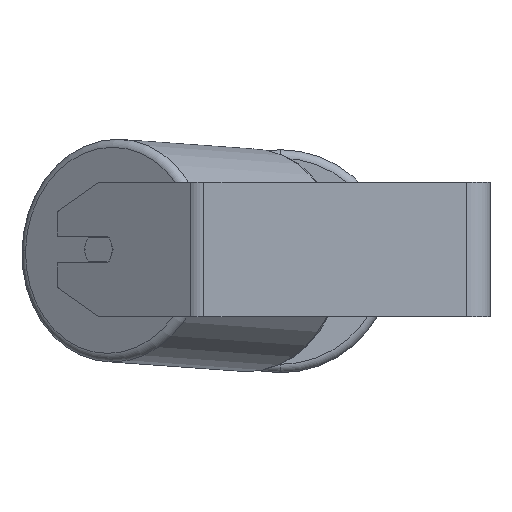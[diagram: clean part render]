
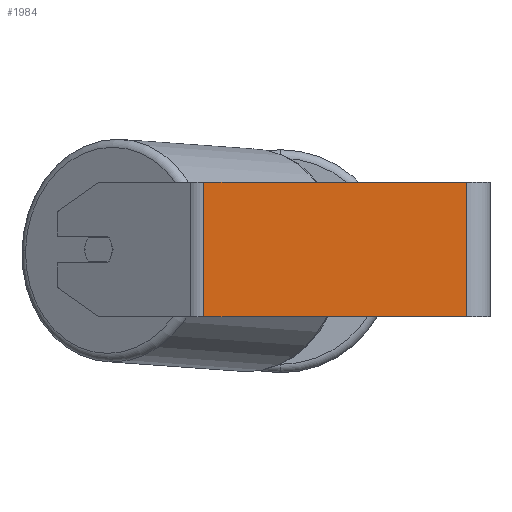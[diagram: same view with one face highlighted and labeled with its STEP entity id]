
A CAD part, left-side view. The second image highlights one B-rep face of the part: STEP entity #1984.
In plain terms, the highlighted planar face has unit normal (-1, 0, 0).
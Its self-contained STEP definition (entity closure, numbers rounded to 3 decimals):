
#31 = CARTESIAN_POINT ( 'NONE',  ( -295., 14., -40. ) ) ;
#321 = CARTESIAN_POINT ( 'NONE',  ( -295., 170.577, 40. ) ) ;
#458 = VERTEX_POINT ( 'NONE', #31 ) ;
#660 = DIRECTION ( 'NONE',  ( 0., -1., 0. ) ) ;
#790 = CARTESIAN_POINT ( 'NONE',  ( -295., 174.991, 40. ) ) ;
#1387 = EDGE_CURVE ( 'NONE', #3899, #458, #3003, .T. ) ;
#1397 = DIRECTION ( 'NONE',  ( 0., 0., -1. ) ) ;
#1472 = PLANE ( 'NONE',  #3780 ) ;
#1560 = CARTESIAN_POINT ( 'NONE',  ( -295., 170.577, 40. ) ) ;
#1865 = EDGE_CURVE ( 'NONE', #8306, #458, #2062, .T. ) ;
#1984 = ADVANCED_FACE ( 'NONE', ( #6176 ), #1472, .F. ) ;
#2062 = LINE ( 'NONE', #2606, #3508 ) ;
#2269 = DIRECTION ( 'NONE',  ( 0., 0., -1. ) ) ;
#2606 = CARTESIAN_POINT ( 'NONE',  ( -295., 174.991, -40. ) ) ;
#2854 = VERTEX_POINT ( 'NONE', #321 ) ;
#2983 = ORIENTED_EDGE ( 'NONE', *, *, #1387, .F. ) ;
#3003 = LINE ( 'NONE', #5063, #6255 ) ;
#3099 = VECTOR ( 'NONE', #6762, 1000. ) ;
#3508 = VECTOR ( 'NONE', #6471, 1000. ) ;
#3780 = AXIS2_PLACEMENT_3D ( 'NONE', #790, #6713, #2269 ) ;
#3899 = VERTEX_POINT ( 'NONE', #4564 ) ;
#4564 = CARTESIAN_POINT ( 'NONE',  ( -295., 14., 40. ) ) ;
#4841 = EDGE_LOOP ( 'NONE', ( #6193, #2983, #5328, #8209 ) ) ;
#5063 = CARTESIAN_POINT ( 'NONE',  ( -295., 14., 40. ) ) ;
#5328 = ORIENTED_EDGE ( 'NONE', *, *, #8113, .F. ) ;
#6176 = FACE_OUTER_BOUND ( 'NONE', #4841, .T. ) ;
#6193 = ORIENTED_EDGE ( 'NONE', *, *, #1865, .T. ) ;
#6255 = VECTOR ( 'NONE', #1397, 1000. ) ;
#6471 = DIRECTION ( 'NONE',  ( 0., -1., 0. ) ) ;
#6713 = DIRECTION ( 'NONE',  ( 1., 0., 0. ) ) ;
#6721 = CARTESIAN_POINT ( 'NONE',  ( -295., 170.577, -40. ) ) ;
#6762 = DIRECTION ( 'NONE',  ( 0., 0., -1. ) ) ;
#7065 = CARTESIAN_POINT ( 'NONE',  ( -295., 174.991, 40. ) ) ;
#7142 = LINE ( 'NONE', #7065, #8418 ) ;
#7408 = LINE ( 'NONE', #1560, #3099 ) ;
#7844 = EDGE_CURVE ( 'NONE', #2854, #8306, #7408, .T. ) ;
#8113 = EDGE_CURVE ( 'NONE', #2854, #3899, #7142, .T. ) ;
#8209 = ORIENTED_EDGE ( 'NONE', *, *, #7844, .T. ) ;
#8306 = VERTEX_POINT ( 'NONE', #6721 ) ;
#8418 = VECTOR ( 'NONE', #660, 1000. ) ;
